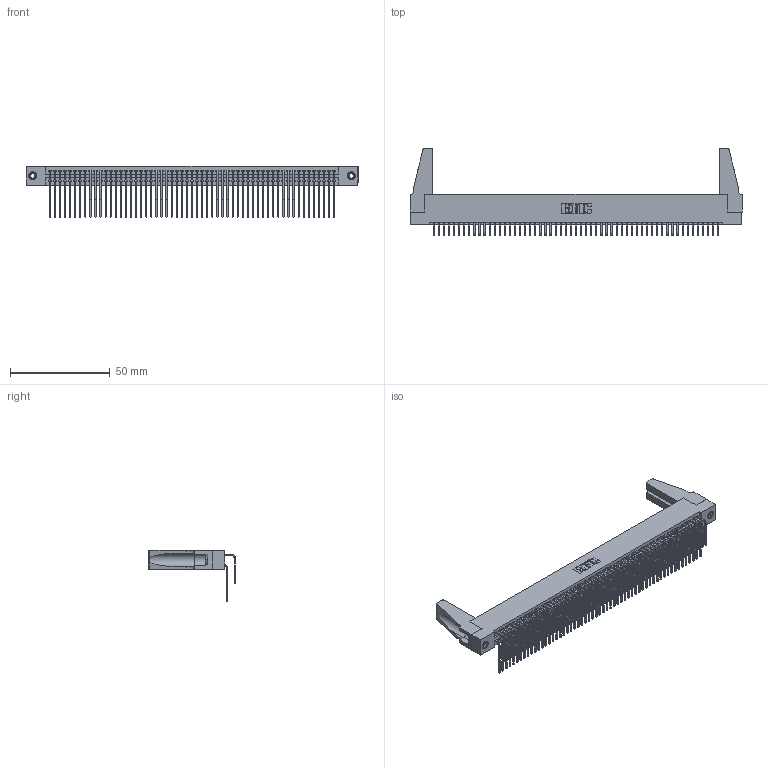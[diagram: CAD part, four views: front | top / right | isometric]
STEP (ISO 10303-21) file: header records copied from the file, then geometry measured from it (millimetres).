
FILE_DESCRIPTION (( 'STEP AP203' ), '1' );
FILE_NAME ('395-114-559-288.STEP', '2019-10-27T19:28:10', ( '' ), ( '' ), 'SwSTEP 2.0', 'SolidWorks 2016', '' );
FILE_SCHEMA (( 'CONFIG_CONTROL_DESIGN' ));
Length unit declared in the file: inch
Products named in the file (6): 345-220-078_345-220-088; 395-114-559-288; 345 Part_Flush Mounting Lugs - 0.156 Dia-TH; 345-292-001_558 559 Tail - 1; 345-292-001_559 Tail - 2; 345-250-001_345-250-001-102
Assembly tree (119 placements, depth 2):
  395-114-559-288
    345 Part_Flush Mounting Lugs - 0.156 Dia-TH
    345-292-001_558 559 Tail - 1  x57
    345-292-001_559 Tail - 2  x57
    345-250-001_345-250-001-102  x2
    345-220-078_345-220-088  x2
Bounding box: 166.01 x 43.42 x 25.53 mm (x, y, z)
Volume: 20176.1 mm3; surface area: 31521.1 mm2
Topology: 119 solids, 119 shells, 6178 faces, 18325 edges, 12054 vertices
Faces by surface type: plane 4142, cylinder 2020, cone 12, torus 4
Entity records: 46504 total; most frequent: CARTESIAN_POINT 7821, ORIENTED_EDGE 7664, DIRECTION 6856, EDGE_CURVE 3832, VECTOR 3390, LINE 3390, VERTEX_POINT 2546, AXIS2_PLACEMENT_3D 1733
